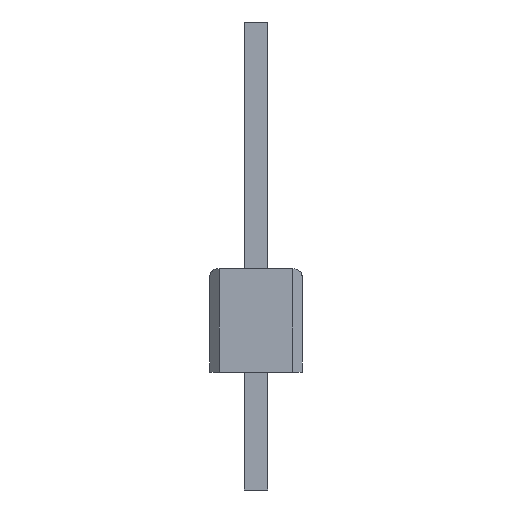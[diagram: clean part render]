
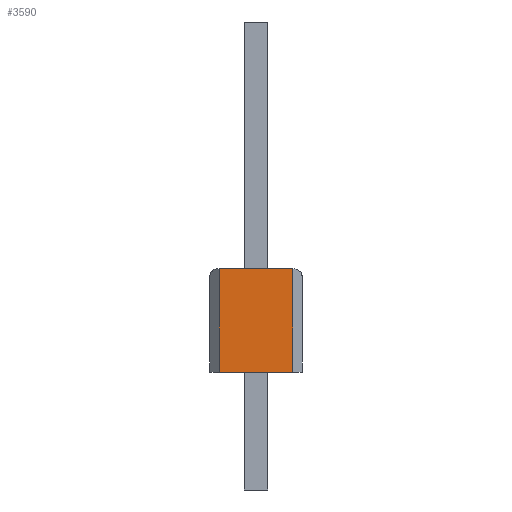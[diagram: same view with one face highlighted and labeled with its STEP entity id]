
A CAD part, left-side view. The second image highlights one B-rep face of the part: STEP entity #3590.
In plain terms, the highlighted planar face has unit normal (-1, 0, 0).
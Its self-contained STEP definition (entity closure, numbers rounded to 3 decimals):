
#134=DIRECTION('',(0.,0.,-1.));
#135=VECTOR('',#134,2.8);
#136=CARTESIAN_POINT('',(-16.51,1.,0.));
#137=LINE('',#136,#135);
#138=DIRECTION('',(0.,-1.,0.));
#139=VECTOR('',#138,2.);
#140=CARTESIAN_POINT('',(-16.51,1.,0.));
#141=LINE('',#140,#139);
#142=DIRECTION('',(0.,0.,-1.));
#143=VECTOR('',#142,2.8);
#144=CARTESIAN_POINT('',(-16.51,-1.,0.));
#145=LINE('',#144,#143);
#154=DIRECTION('',(0.,-1.,0.));
#155=VECTOR('',#154,2.);
#156=CARTESIAN_POINT('',(-16.51,1.,-2.8));
#157=LINE('',#156,#155);
#2938=CARTESIAN_POINT('',(-16.51,1.,0.));
#2939=CARTESIAN_POINT('',(-16.51,-1.,0.));
#2940=VERTEX_POINT('',#2938);
#2941=VERTEX_POINT('',#2939);
#3040=CARTESIAN_POINT('',(-16.51,1.,-2.8));
#3041=VERTEX_POINT('',#3040);
#3042=CARTESIAN_POINT('',(-16.51,-1.,-2.8));
#3043=VERTEX_POINT('',#3042);
#3575=CARTESIAN_POINT('',(-16.51,0.,0.));
#3576=DIRECTION('',(1.,0.,0.));
#3577=DIRECTION('',(0.,0.,-1.));
#3578=AXIS2_PLACEMENT_3D('',#3575,#3576,#3577);
#3579=PLANE('',#3578);
#3581=ORIENTED_EDGE('',*,*,#3580,.F.);
#3583=ORIENTED_EDGE('',*,*,#3582,.F.);
#3585=ORIENTED_EDGE('',*,*,#3584,.T.);
#3587=ORIENTED_EDGE('',*,*,#3586,.T.);
#3588=EDGE_LOOP('',(#3581,#3583,#3585,#3587));
#3589=FACE_OUTER_BOUND('',#3588,.F.);
#3580=EDGE_CURVE('',#3041,#3043,#157,.T.);
#3582=EDGE_CURVE('',#2940,#3041,#137,.T.);
#3584=EDGE_CURVE('',#2940,#2941,#141,.T.);
#3586=EDGE_CURVE('',#2941,#3043,#145,.T.);
#3590=ADVANCED_FACE('',(#3589),#3579,.F.);
